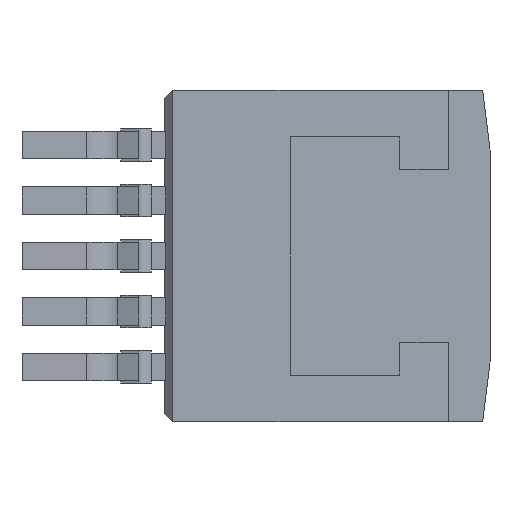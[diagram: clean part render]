
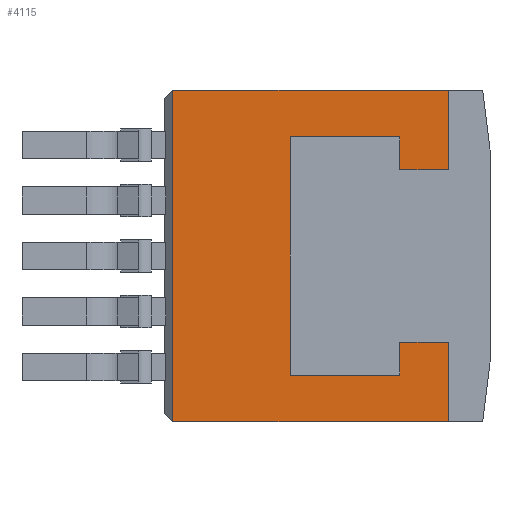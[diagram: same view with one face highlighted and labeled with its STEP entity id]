
A CAD part, front view. The second image highlights one B-rep face of the part: STEP entity #4115.
In plain terms, the highlighted planar face has unit normal (0, -1, 0).
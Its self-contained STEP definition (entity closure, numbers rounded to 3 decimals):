
#4 = VERTEX_POINT ( 'NONE', #207 ) ;
#7 = VERTEX_POINT ( 'NONE', #1724 ) ;
#96 = VERTEX_POINT ( 'NONE', #3577 ) ;
#111 = LINE ( 'NONE', #610, #3211 ) ;
#116 = VERTEX_POINT ( 'NONE', #4341 ) ;
#149 = EDGE_CURVE ( 'NONE', #3745, #156, #4109, .T. ) ;
#156 = VERTEX_POINT ( 'NONE', #2305 ) ;
#207 = CARTESIAN_POINT ( 'NONE',  ( 5.905, 0., 5.08 ) ) ;
#244 = DIRECTION ( 'NONE',  ( 1., 0., 0. ) ) ;
#277 = LINE ( 'NONE', #1773, #397 ) ;
#286 = LINE ( 'NONE', #2220, #302 ) ;
#302 = VECTOR ( 'NONE', #3233, 1000. ) ;
#340 = CARTESIAN_POINT ( 'NONE',  ( 4.405, 0., -3.65 ) ) ;
#397 = VECTOR ( 'NONE', #3435, 1000. ) ;
#475 = EDGE_CURVE ( 'NONE', #1235, #3529, #4342, .T. ) ;
#508 = ORIENTED_EDGE ( 'NONE', *, *, #3526, .F. ) ;
#539 = VECTOR ( 'NONE', #2338, 1000. ) ;
#583 = ORIENTED_EDGE ( 'NONE', *, *, #1551, .F. ) ;
#610 = CARTESIAN_POINT ( 'NONE',  ( 5.905, 0., 2.65 ) ) ;
#776 = ORIENTED_EDGE ( 'NONE', *, *, #4374, .F. ) ;
#784 = LINE ( 'NONE', #340, #3850 ) ;
#836 = VERTEX_POINT ( 'NONE', #3173 ) ;
#854 = ORIENTED_EDGE ( 'NONE', *, *, #2618, .T. ) ;
#958 = CARTESIAN_POINT ( 'NONE',  ( 4.405, 0., 3.65 ) ) ;
#996 = EDGE_CURVE ( 'NONE', #96, #4136, #111, .T. ) ;
#1028 = CARTESIAN_POINT ( 'NONE',  ( 5.905, 0., 5.08 ) ) ;
#1083 = CARTESIAN_POINT ( 'NONE',  ( -2.556, 0., 5.08 ) ) ;
#1095 = EDGE_CURVE ( 'NONE', #4, #96, #1634, .T. ) ;
#1235 = VERTEX_POINT ( 'NONE', #958 ) ;
#1551 = EDGE_CURVE ( 'NONE', #3529, #116, #1951, .T. ) ;
#1588 = VECTOR ( 'NONE', #2274, 1000. ) ;
#1626 = CARTESIAN_POINT ( 'NONE',  ( 4.405, 0., 2.65 ) ) ;
#1634 = LINE ( 'NONE', #2530, #1588 ) ;
#1653 = VECTOR ( 'NONE', #2582, 1000. ) ;
#1664 = ORIENTED_EDGE ( 'NONE', *, *, #2499, .F. ) ;
#1681 = ORIENTED_EDGE ( 'NONE', *, *, #149, .F. ) ;
#1698 = DIRECTION ( 'NONE',  ( 0., 1., 0. ) ) ;
#1724 = CARTESIAN_POINT ( 'NONE',  ( 5.905, 0., -5.08 ) ) ;
#1746 = CARTESIAN_POINT ( 'NONE',  ( 4.405, 0., 3.65 ) ) ;
#1757 = CARTESIAN_POINT ( 'NONE',  ( 5.905, 0., -2.65 ) ) ;
#1770 = LINE ( 'NONE', #2012, #1653 ) ;
#1773 = CARTESIAN_POINT ( 'NONE',  ( 5.905, 0., -5.08 ) ) ;
#1951 = LINE ( 'NONE', #1965, #539 ) ;
#1965 = CARTESIAN_POINT ( 'NONE',  ( 1.055, 0., 3.65 ) ) ;
#2012 = CARTESIAN_POINT ( 'NONE',  ( 4.405, 0., 2.65 ) ) ;
#2098 = AXIS2_PLACEMENT_3D ( 'NONE', #1028, #1698, #2758 ) ;
#2103 = FACE_OUTER_BOUND ( 'NONE', #2666, .T. ) ;
#2161 = DIRECTION ( 'NONE',  ( -1., 0., 0. ) ) ;
#2166 = LINE ( 'NONE', #1757, #3538 ) ;
#2176 = VECTOR ( 'NONE', #4513, 1000. ) ;
#2220 = CARTESIAN_POINT ( 'NONE',  ( 5.905, 0., 5.08 ) ) ;
#2274 = DIRECTION ( 'NONE',  ( 0., 0., -1. ) ) ;
#2278 = LINE ( 'NONE', #3596, #3829 ) ;
#2305 = CARTESIAN_POINT ( 'NONE',  ( 4.405, 0., -2.65 ) ) ;
#2338 = DIRECTION ( 'NONE',  ( 0., 0., -1. ) ) ;
#2425 = DIRECTION ( 'NONE',  ( 0., 0., -1. ) ) ;
#2499 = EDGE_CURVE ( 'NONE', #4136, #1235, #1770, .T. ) ;
#2530 = CARTESIAN_POINT ( 'NONE',  ( 5.905, 0., 5.08 ) ) ;
#2535 = VECTOR ( 'NONE', #4307, 1000. ) ;
#2554 = CARTESIAN_POINT ( 'NONE',  ( 4.405, 0., -2.65 ) ) ;
#2578 = CARTESIAN_POINT ( 'NONE',  ( -2.556, 0., -5.08 ) ) ;
#2582 = DIRECTION ( 'NONE',  ( 0., 0., 1. ) ) ;
#2618 = EDGE_CURVE ( 'NONE', #4598, #7, #277, .T. ) ;
#2666 = EDGE_LOOP ( 'NONE', ( #776, #3623, #1681, #508, #583, #2885, #1664, #3221, #2840, #4448, #3114, #854 ) ) ;
#2725 = PLANE ( 'NONE',  #2098 ) ;
#2758 = DIRECTION ( 'NONE',  ( 0., 0., 1. ) ) ;
#2840 = ORIENTED_EDGE ( 'NONE', *, *, #1095, .F. ) ;
#2845 = EDGE_CURVE ( 'NONE', #3995, #4, #286, .T. ) ;
#2846 = CARTESIAN_POINT ( 'NONE',  ( 4.405, 0., -3.65 ) ) ;
#2885 = ORIENTED_EDGE ( 'NONE', *, *, #475, .F. ) ;
#2950 = EDGE_CURVE ( 'NONE', #156, #836, #2166, .T. ) ;
#2952 = DIRECTION ( 'NONE',  ( -1., 0., 0. ) ) ;
#3088 = CARTESIAN_POINT ( 'NONE',  ( 5.905, 0., 5.08 ) ) ;
#3114 = ORIENTED_EDGE ( 'NONE', *, *, #3502, .T. ) ;
#3173 = CARTESIAN_POINT ( 'NONE',  ( 5.905, 0., -2.65 ) ) ;
#3211 = VECTOR ( 'NONE', #2952, 1000. ) ;
#3221 = ORIENTED_EDGE ( 'NONE', *, *, #996, .F. ) ;
#3233 = DIRECTION ( 'NONE',  ( 1., 0., 0. ) ) ;
#3435 = DIRECTION ( 'NONE',  ( 1., 0., 0. ) ) ;
#3502 = EDGE_CURVE ( 'NONE', #3995, #4598, #2278, .T. ) ;
#3526 = EDGE_CURVE ( 'NONE', #116, #3745, #784, .T. ) ;
#3529 = VERTEX_POINT ( 'NONE', #4213 ) ;
#3538 = VECTOR ( 'NONE', #244, 1000. ) ;
#3577 = CARTESIAN_POINT ( 'NONE',  ( 5.905, 0., 2.65 ) ) ;
#3596 = CARTESIAN_POINT ( 'NONE',  ( -2.556, 0., 5.08 ) ) ;
#3623 = ORIENTED_EDGE ( 'NONE', *, *, #2950, .F. ) ;
#3739 = LINE ( 'NONE', #3088, #2176 ) ;
#3745 = VERTEX_POINT ( 'NONE', #2846 ) ;
#3829 = VECTOR ( 'NONE', #2425, 1000. ) ;
#3850 = VECTOR ( 'NONE', #4505, 1000. ) ;
#3995 = VERTEX_POINT ( 'NONE', #1083 ) ;
#4109 = LINE ( 'NONE', #2554, #2535 ) ;
#4115 = ADVANCED_FACE ( 'NONE', ( #2103 ), #2725, .F. ) ;
#4136 = VERTEX_POINT ( 'NONE', #1626 ) ;
#4213 = CARTESIAN_POINT ( 'NONE',  ( 1.055, 0., 3.65 ) ) ;
#4254 = VECTOR ( 'NONE', #2161, 1000. ) ;
#4307 = DIRECTION ( 'NONE',  ( 0., 0., 1. ) ) ;
#4341 = CARTESIAN_POINT ( 'NONE',  ( 1.055, 0., -3.65 ) ) ;
#4342 = LINE ( 'NONE', #1746, #4254 ) ;
#4374 = EDGE_CURVE ( 'NONE', #836, #7, #3739, .T. ) ;
#4448 = ORIENTED_EDGE ( 'NONE', *, *, #2845, .F. ) ;
#4505 = DIRECTION ( 'NONE',  ( 1., 0., 0. ) ) ;
#4513 = DIRECTION ( 'NONE',  ( 0., 0., -1. ) ) ;
#4598 = VERTEX_POINT ( 'NONE', #2578 ) ;
